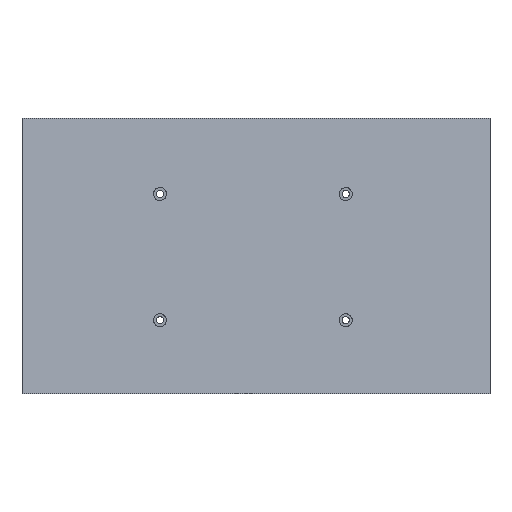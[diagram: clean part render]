
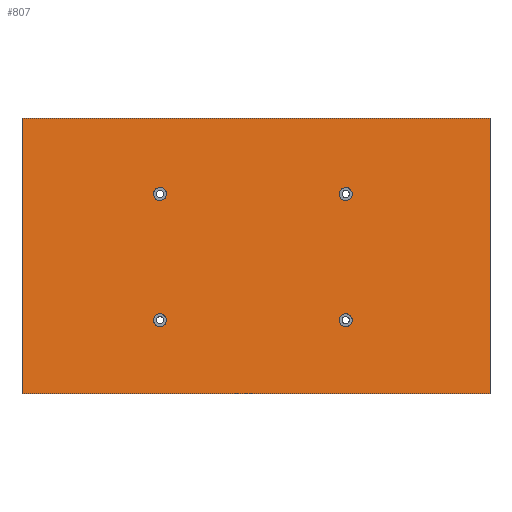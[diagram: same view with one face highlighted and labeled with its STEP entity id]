
A CAD part, front view. The second image highlights one B-rep face of the part: STEP entity #807.
In plain terms, the highlighted planar face has unit normal (0, -0.995, 0.104).
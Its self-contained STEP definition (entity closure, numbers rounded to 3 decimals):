
#15=ELLIPSE('',#884,2.011,2.);
#16=ELLIPSE('',#885,2.011,2.);
#17=ELLIPSE('',#886,2.011,2.);
#18=ELLIPSE('',#887,2.011,2.);
#30=FACE_BOUND('',#157,.T.);
#31=FACE_BOUND('',#158,.T.);
#32=FACE_BOUND('',#159,.T.);
#33=FACE_BOUND('',#160,.T.);
#61=PLANE('',#883);
#99=FACE_OUTER_BOUND('',#156,.T.);
#156=EDGE_LOOP('',(#665,#666,#667,#668));
#157=EDGE_LOOP('',(#669));
#158=EDGE_LOOP('',(#670));
#159=EDGE_LOOP('',(#671));
#160=EDGE_LOOP('',(#672));
#192=LINE('',#1170,#276);
#211=LINE('',#1214,#295);
#231=LINE('',#1249,#315);
#235=LINE('',#1258,#319);
#276=VECTOR('',#946,10.);
#295=VECTOR('',#979,10.);
#315=VECTOR('',#1009,10.);
#319=VECTOR('',#1019,10.);
#381=VERTEX_POINT('',#1163);
#384=VERTEX_POINT('',#1168);
#401=VERTEX_POINT('',#1212);
#402=VERTEX_POINT('',#1213);
#426=VERTEX_POINT('',#1290);
#427=VERTEX_POINT('',#1292);
#428=VERTEX_POINT('',#1294);
#429=VERTEX_POINT('',#1296);
#460=EDGE_CURVE('',#384,#381,#192,.T.);
#479=EDGE_CURVE('',#401,#402,#211,.T.);
#499=EDGE_CURVE('',#402,#384,#231,.T.);
#503=EDGE_CURVE('',#401,#381,#235,.T.);
#517=EDGE_CURVE('',#426,#426,#15,.T.);
#518=EDGE_CURVE('',#427,#427,#16,.T.);
#519=EDGE_CURVE('',#428,#428,#17,.T.);
#520=EDGE_CURVE('',#429,#429,#18,.T.);
#665=ORIENTED_EDGE('',*,*,#499,.F.);
#666=ORIENTED_EDGE('',*,*,#479,.F.);
#667=ORIENTED_EDGE('',*,*,#503,.T.);
#668=ORIENTED_EDGE('',*,*,#460,.F.);
#669=ORIENTED_EDGE('',*,*,#517,.F.);
#670=ORIENTED_EDGE('',*,*,#518,.F.);
#671=ORIENTED_EDGE('',*,*,#519,.F.);
#672=ORIENTED_EDGE('',*,*,#520,.F.);
#807=ADVANCED_FACE('',(#99,#30,#31,#32,#33),#61,.F.);
#883=AXIS2_PLACEMENT_3D('',#1289,#1053,#1054);
#884=AXIS2_PLACEMENT_3D('',#1291,#1055,#1056);
#885=AXIS2_PLACEMENT_3D('',#1293,#1057,#1058);
#886=AXIS2_PLACEMENT_3D('',#1295,#1059,#1060);
#887=AXIS2_PLACEMENT_3D('',#1297,#1061,#1062);
#946=DIRECTION('',(0.,-0.105,-0.995));
#979=DIRECTION('',(0.,0.105,0.995));
#1009=DIRECTION('',(1.,0.,0.));
#1019=DIRECTION('',(1.,0.,0.));
#1053=DIRECTION('center_axis',(0.,0.995,-0.105));
#1054=DIRECTION('ref_axis',(0.,0.105,0.995));
#1055=DIRECTION('center_axis',(0.,-0.995,0.105));
#1056=DIRECTION('ref_axis',(0.,0.105,0.995));
#1057=DIRECTION('center_axis',(0.,-0.995,0.105));
#1058=DIRECTION('ref_axis',(0.,0.105,0.995));
#1059=DIRECTION('center_axis',(0.,-0.995,0.105));
#1060=DIRECTION('ref_axis',(0.,0.105,0.995));
#1061=DIRECTION('center_axis',(0.,-0.995,0.105));
#1062=DIRECTION('ref_axis',(0.,0.105,0.995));
#1163=CARTESIAN_POINT('',(-4.188,-12.42,-3.828));
#1168=CARTESIAN_POINT('',(-4.188,-3.509,80.962));
#1170=CARTESIAN_POINT('',(-4.188,-3.509,80.962));
#1212=CARTESIAN_POINT('',(-148.138,-12.42,-3.828));
#1213=CARTESIAN_POINT('',(-148.138,-3.509,80.962));
#1214=CARTESIAN_POINT('',(-148.138,-3.254,83.384));
#1249=CARTESIAN_POINT('',(-6.788,-3.509,80.962));
#1258=CARTESIAN_POINT('',(-6.788,-12.42,-3.828));
#1289=CARTESIAN_POINT('Origin',(-144.138,-12.,0.172));
#1290=CARTESIAN_POINT('',(-107.708,-5.963,57.612));
#1291=CARTESIAN_POINT('Origin',(-105.708,-5.963,57.612));
#1292=CARTESIAN_POINT('',(-50.558,-5.963,57.612));
#1293=CARTESIAN_POINT('Origin',(-48.558,-5.963,57.612));
#1294=CARTESIAN_POINT('',(-107.708,-10.04,18.822));
#1295=CARTESIAN_POINT('Origin',(-105.708,-10.04,18.822));
#1296=CARTESIAN_POINT('',(-50.568,-10.04,18.822));
#1297=CARTESIAN_POINT('Origin',(-48.568,-10.04,18.822));
